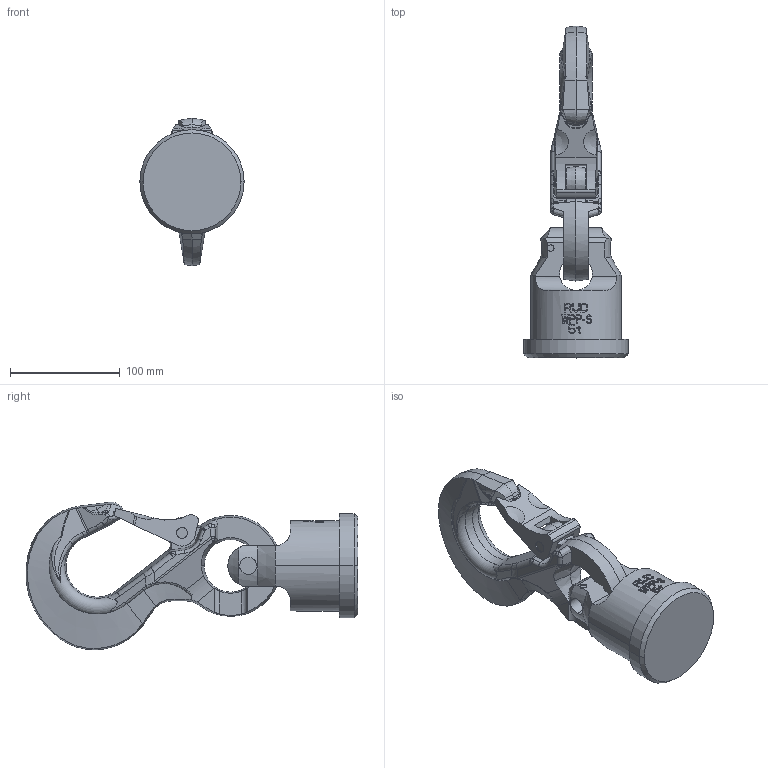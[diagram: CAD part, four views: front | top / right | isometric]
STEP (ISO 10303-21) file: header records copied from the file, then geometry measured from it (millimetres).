
FILE_DESCRIPTION((''),'2;1');
FILE_NAME('001-M31444-P22_ASM','2004-10-11T',('Haas'),(''),'PRO/ENGINEER BY PARAMETRIC TECHNOLOGY CORPORATION, 2003450','PRO/ENGINEER BY PARAMETRIC TECHNOLOGY CORPORATION, 2003450','');
FILE_SCHEMA(('CONFIG_CONTROL_DESIGN'));
Length unit declared in the file: millimetre
Products named in the file (6): 001-M31444-006; 001-M31444-013; 001-M31479-001; 001-M31480-001; 001-M31479-002_ASM; 001-M31444-P22_ASM
Assembly tree (5 placements, depth 3):
  001-M31444-P22_ASM
    001-M31444-006
    001-M31444-013
    001-M31479-002_ASM
      001-M31479-001
      001-M31480-001
Bounding box: 95 x 302.38 x 134.49 mm (x, y, z)
Volume: 825748.4 mm3; surface area: 116084.5 mm2
Topology: 4 solids, 4 shells, 600 faces, 1610 edges, 1034 vertices
Faces by surface type: plane 358, cylinder 110, bspline 62, cone 42, torus 18, sphere 10
Entity records: 21751 total; most frequent: CARTESIAN_POINT 7728, ORIENTED_EDGE 3220, DIRECTION 2460, EDGE_CURVE 1610, VERTEX_POINT 1034, AXIS2_PLACEMENT_3D 903, VECTOR 654, LINE 654
